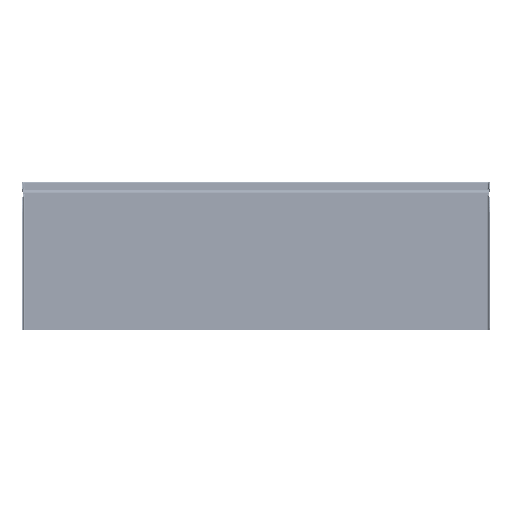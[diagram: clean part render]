
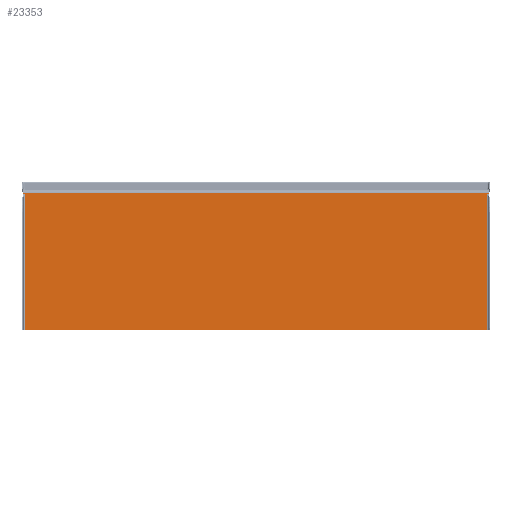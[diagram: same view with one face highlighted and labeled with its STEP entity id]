
A CAD part, top view. The second image highlights one B-rep face of the part: STEP entity #23353.
In plain terms, the highlighted planar face has unit normal (0, 0.018, 1).
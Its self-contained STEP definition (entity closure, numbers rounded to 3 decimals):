
#4271 = ORIENTED_EDGE ( 'NONE', *, *, #124596, .T. ) ;
#8137 = CARTESIAN_POINT ( 'NONE',  ( 51.117, 16.329, 16.295 ) ) ;
#8745 = CARTESIAN_POINT ( 'NONE',  ( 51.231, 16.397, 16.294 ) ) ;
#10013 = CARTESIAN_POINT ( 'NONE',  ( 51.19, 16.381, 16.295 ) ) ;
#10278 = DIRECTION ( 'NONE',  ( 0., 1., -0.017 ) ) ;
#19412 = ORIENTED_EDGE ( 'NONE', *, *, #108443, .F. ) ;
#20093 = DIRECTION ( 'NONE',  ( -1., 0., 0. ) ) ;
#22206 = CARTESIAN_POINT ( 'NONE',  ( -8.132, 0.289, 16.575 ) ) ;
#23353 = ADVANCED_FACE ( 'NONE', ( #44552 ), #42655, .T. ) ;
#24579 = VERTEX_POINT ( 'NONE', #28598 ) ;
#25058 = VERTEX_POINT ( 'NONE', #357702 ) ;
#28598 = CARTESIAN_POINT ( 'NONE',  ( 51.391, 16.397, 16.294 ) ) ;
#29892 = VECTOR ( 'NONE', #106907, 39.37 ) ;
#38625 = ORIENTED_EDGE ( 'NONE', *, *, #237234, .F. ) ;
#38797 = CARTESIAN_POINT ( 'NONE',  ( 51.213, 16.388, 16.294 ) ) ;
#42655 = PLANE ( 'NONE',  #140332 ) ;
#43202 = CARTESIAN_POINT ( 'NONE',  ( 0., 16.5, 16.293 ) ) ;
#44552 = FACE_OUTER_BOUND ( 'NONE', #238969, .T. ) ;
#46251 = ORIENTED_EDGE ( 'NONE', *, *, #354798, .T. ) ;
#47582 = LINE ( 'NONE', #333298, #29892 ) ;
#55921 = ORIENTED_EDGE ( 'NONE', *, *, #271210, .F. ) ;
#61639 = VERTEX_POINT ( 'NONE', #354667 ) ;
#63792 = CARTESIAN_POINT ( 'NONE',  ( 51.167, 16.371, 16.295 ) ) ;
#66242 = LINE ( 'NONE', #8745, #300860 ) ;
#67076 = VERTEX_POINT ( 'NONE', #110290 ) ;
#74257 = VECTOR ( 'NONE', #146017, 39.37 ) ;
#76053 = DIRECTION ( 'NONE',  ( -1., 0., 0. ) ) ;
#78932 = DIRECTION ( 'NONE',  ( 0., 0.017, 1. ) ) ;
#83286 = VECTOR ( 'NONE', #298378, 39.37 ) ;
#92457 = CARTESIAN_POINT ( 'NONE',  ( 51.109, 16.319, 16.296 ) ) ;
#93029 = EDGE_CURVE ( 'NONE', #61639, #339388, #219550, .T. ) ;
#101946 = DIRECTION ( 'NONE',  ( 0., -1., 0.017 ) ) ;
#106907 = DIRECTION ( 'NONE',  ( -1., 0., 0. ) ) ;
#108443 = EDGE_CURVE ( 'NONE', #293937, #67076, #181461, .T. ) ;
#109135 = CARTESIAN_POINT ( 'NONE',  ( -8.141, 16.33, 16.295 ) ) ;
#110290 = CARTESIAN_POINT ( 'NONE',  ( 51.107, -1.009, 16.598 ) ) ;
#111320 = CARTESIAN_POINT ( 'NONE',  ( -8.416, 16.5, 16.293 ) ) ;
#119211 = CARTESIAN_POINT ( 'NONE',  ( -8.416, 16.397, 16.294 ) ) ;
#124596 = EDGE_CURVE ( 'NONE', #24579, #61639, #362967, .T. ) ;
#130772 = CARTESIAN_POINT ( 'NONE',  ( 0., 0.289, 16.575 ) ) ;
#135287 = LINE ( 'NONE', #22206, #327622 ) ;
#139784 = CARTESIAN_POINT ( 'NONE',  ( -8.178, 16.362, 16.295 ) ) ;
#140332 = AXIS2_PLACEMENT_3D ( 'NONE', #130772, #78932, #101946 ) ;
#141698 = CARTESIAN_POINT ( 'NONE',  ( -8.132, 16.316, 16.296 ) ) ;
#144936 = VERTEX_POINT ( 'NONE', #119211 ) ;
#146017 = DIRECTION ( 'NONE',  ( 0., -1., 0.017 ) ) ;
#152628 = CARTESIAN_POINT ( 'NONE',  ( 51.107, 0.289, 16.575 ) ) ;
#157572 = CARTESIAN_POINT ( 'NONE',  ( 51.153, 16.362, 16.295 ) ) ;
#158182 = DIRECTION ( 'NONE',  ( -1., 0., 0. ) ) ;
#162346 = LINE ( 'NONE', #221789, #378848 ) ;
#163675 = B_SPLINE_CURVE_WITH_KNOTS ( 'NONE', 3,
 ( #259443, #201955, #318841, #245762, #38797, #330124, #10013, #63792, #157572, #362693, #270725, #243874, #8137, #303310, #92457, #238244 ),
 .UNSPECIFIED., .F., .F.,
 ( 4, 2, 2, 2, 2, 2, 2, 4 ),
 ( 0., 0.001, 0.002, 0.002, 0.004, 0.004, 0.005, 0.005 ),
 .UNSPECIFIED. ) ;
#172413 = ORIENTED_EDGE ( 'NONE', *, *, #222889, .F. ) ;
#172417 = CARTESIAN_POINT ( 'NONE',  ( -8.238, 16.389, 16.294 ) ) ;
#181461 = LINE ( 'NONE', #152628, #83286 ) ;
#182382 = LINE ( 'NONE', #211180, #74257 ) ;
#190780 = ORIENTED_EDGE ( 'NONE', *, *, #93029, .T. ) ;
#200169 = CARTESIAN_POINT ( 'NONE',  ( 51.278, 16.397, 16.294 ) ) ;
#201955 = CARTESIAN_POINT ( 'NONE',  ( 51.261, 16.397, 16.294 ) ) ;
#203065 = CARTESIAN_POINT ( 'NONE',  ( -8.192, 16.371, 16.295 ) ) ;
#207648 = VECTOR ( 'NONE', #20093, 39.37 ) ;
#211180 = CARTESIAN_POINT ( 'NONE',  ( -8.416, 18.096, 16.265 ) ) ;
#219550 = LINE ( 'NONE', #43202, #207648 ) ;
#221789 = CARTESIAN_POINT ( 'NONE',  ( 0., -1.009, 16.598 ) ) ;
#222889 = EDGE_CURVE ( 'NONE', #328842, #293937, #163675, .T. ) ;
#231046 = CARTESIAN_POINT ( 'NONE',  ( -8.303, 16.397, 16.294 ) ) ;
#231834 = B_SPLINE_CURVE_WITH_KNOTS ( 'NONE', 3,
 ( #141698, #109135, #260533, #139784, #203065, #256768, #172417, #258657, #346831, #254878 ),
 .UNSPECIFIED., .F., .F.,
 ( 4, 2, 2, 2, 4 ),
 ( 0., 0.001, 0.003, 0.004, 0.005 ),
 .UNSPECIFIED. ) ;
#234516 = ORIENTED_EDGE ( 'NONE', *, *, #288540, .F. ) ;
#237234 = EDGE_CURVE ( 'NONE', #275429, #375039, #231834, .T. ) ;
#238244 = CARTESIAN_POINT ( 'NONE',  ( 51.107, 16.316, 16.296 ) ) ;
#238969 = EDGE_LOOP ( 'NONE', ( #19412, #172413, #234516, #4271, #190780, #46251, #306131, #38625, #55921, #256504 ) ) ;
#242400 = EDGE_CURVE ( 'NONE', #67076, #25058, #162346, .T. ) ;
#243874 = CARTESIAN_POINT ( 'NONE',  ( 51.12, 16.332, 16.295 ) ) ;
#244995 = EDGE_CURVE ( 'NONE', #375039, #144936, #47582, .T. ) ;
#245762 = CARTESIAN_POINT ( 'NONE',  ( 51.221, 16.39, 16.294 ) ) ;
#254878 = CARTESIAN_POINT ( 'NONE',  ( -8.303, 16.397, 16.294 ) ) ;
#256504 = ORIENTED_EDGE ( 'NONE', *, *, #242400, .F. ) ;
#256768 = CARTESIAN_POINT ( 'NONE',  ( -8.223, 16.384, 16.295 ) ) ;
#258657 = CARTESIAN_POINT ( 'NONE',  ( -8.27, 16.395, 16.294 ) ) ;
#259443 = CARTESIAN_POINT ( 'NONE',  ( 51.278, 16.397, 16.294 ) ) ;
#260533 = CARTESIAN_POINT ( 'NONE',  ( -8.153, 16.342, 16.295 ) ) ;
#270725 = CARTESIAN_POINT ( 'NONE',  ( 51.128, 16.341, 16.295 ) ) ;
#271210 = EDGE_CURVE ( 'NONE', #25058, #275429, #135287, .T. ) ;
#274759 = CARTESIAN_POINT ( 'NONE',  ( 51.391, -4.057, 16.651 ) ) ;
#275429 = VERTEX_POINT ( 'NONE', #287310 ) ;
#287310 = CARTESIAN_POINT ( 'NONE',  ( -8.132, 16.316, 16.296 ) ) ;
#288540 = EDGE_CURVE ( 'NONE', #24579, #328842, #66242, .T. ) ;
#293937 = VERTEX_POINT ( 'NONE', #330087 ) ;
#298378 = DIRECTION ( 'NONE',  ( 0., -1., 0.017 ) ) ;
#299187 = VECTOR ( 'NONE', #10278, 39.37 ) ;
#300860 = VECTOR ( 'NONE', #158182, 39.37 ) ;
#303310 = CARTESIAN_POINT ( 'NONE',  ( 51.112, 16.323, 16.296 ) ) ;
#306131 = ORIENTED_EDGE ( 'NONE', *, *, #244995, .F. ) ;
#318841 = CARTESIAN_POINT ( 'NONE',  ( 51.245, 16.395, 16.294 ) ) ;
#327622 = VECTOR ( 'NONE', #373012, 39.37 ) ;
#328842 = VERTEX_POINT ( 'NONE', #200169 ) ;
#330087 = CARTESIAN_POINT ( 'NONE',  ( 51.107, 16.316, 16.296 ) ) ;
#330124 = CARTESIAN_POINT ( 'NONE',  ( 51.198, 16.384, 16.295 ) ) ;
#333298 = CARTESIAN_POINT ( 'NONE',  ( -8.416, 16.397, 16.294 ) ) ;
#339388 = VERTEX_POINT ( 'NONE', #111320 ) ;
#346831 = CARTESIAN_POINT ( 'NONE',  ( -8.286, 16.397, 16.294 ) ) ;
#354667 = CARTESIAN_POINT ( 'NONE',  ( 51.391, 16.5, 16.293 ) ) ;
#354798 = EDGE_CURVE ( 'NONE', #339388, #144936, #182382, .T. ) ;
#357702 = CARTESIAN_POINT ( 'NONE',  ( -8.132, -1.009, 16.598 ) ) ;
#362693 = CARTESIAN_POINT ( 'NONE',  ( 51.134, 16.347, 16.295 ) ) ;
#362967 = LINE ( 'NONE', #274759, #299187 ) ;
#373012 = DIRECTION ( 'NONE',  ( 0., 1., -0.017 ) ) ;
#375039 = VERTEX_POINT ( 'NONE', #231046 ) ;
#378848 = VECTOR ( 'NONE', #76053, 39.37 ) ;
